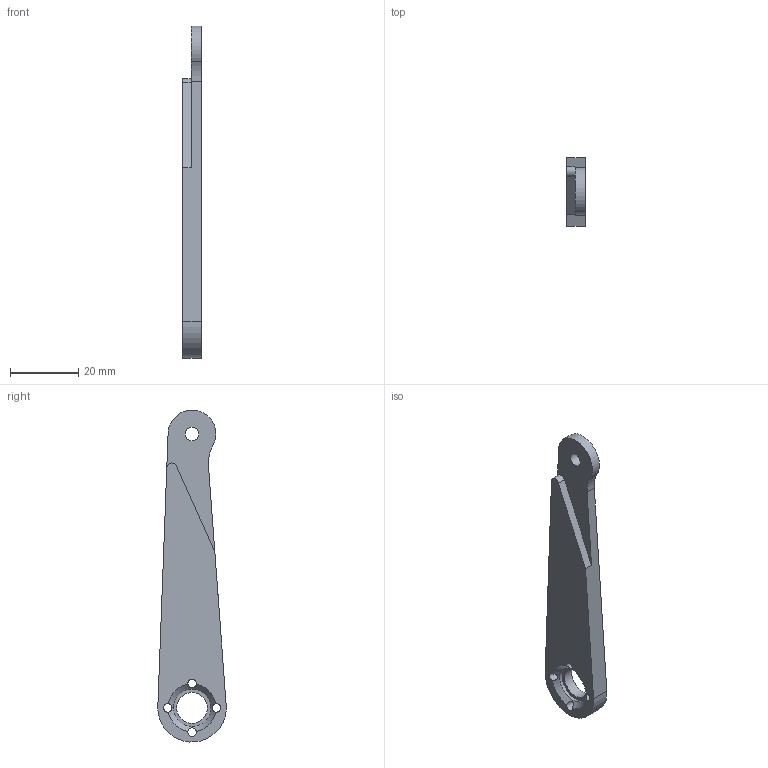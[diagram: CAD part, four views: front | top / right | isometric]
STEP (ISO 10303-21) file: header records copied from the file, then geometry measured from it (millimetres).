
FILE_DESCRIPTION(/* description */ (''),/* implementation_level */ '2;1');
FILE_NAME(/* name */ '',/* time_stamp */ '2024-05-18T11:39:23+08:00',/* author */ (''),/* organization */ (''),/* preprocessor_version */ 'ST-DEVELOPER v20',/* originating_system */ 'Autodesk Translation Framework v13.14.0.145',/* authorisation */ '');
FILE_SCHEMA (('AUTOMOTIVE_DESIGN { 1 0 10303 214 3 1 1 }'));
Length unit declared in the file: millimetre
Products named in the file (1): 镜向大腿
Bounding box: 5.5 x 19.97 x 96.98 mm (x, y, z)
Volume: 6811 mm3; surface area: 4221.1 mm2
Topology: 1 solids, 1 shells, 19 faces, 60 edges, 40 vertices
Faces by surface type: cylinder 11, plane 7, cone 1
Full cylindrical faces by diameter (mm): 2.5 x4, 4 x1, 9 x1, 11 x1
Entity records: 826 total; most frequent: CARTESIAN_POINT 210, DIRECTION 124, ORIENTED_EDGE 120, EDGE_CURVE 60, AXIS2_PLACEMENT_3D 50, VERTEX_POINT 40, CIRCLE 30, EDGE_LOOP 28
